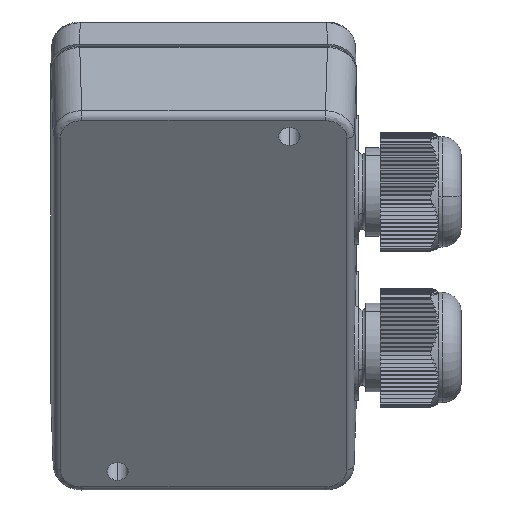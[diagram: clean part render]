
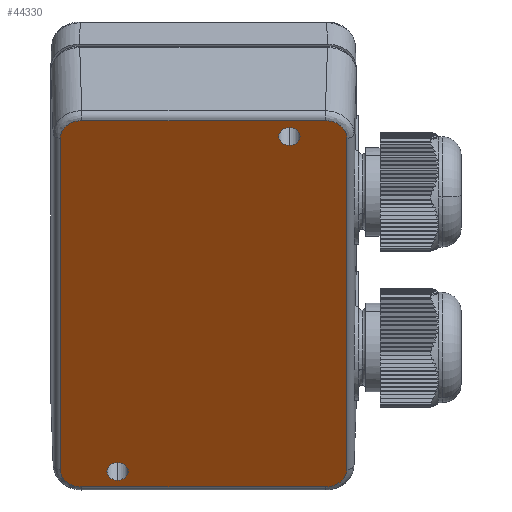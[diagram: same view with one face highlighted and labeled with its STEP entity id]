
A CAD part, isometric view. The second image highlights one B-rep face of the part: STEP entity #44330.
In plain terms, the highlighted face is planar.
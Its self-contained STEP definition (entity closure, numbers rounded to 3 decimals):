
#34310=CARTESIAN_POINT('',(685.783,338.618,
25.));
#34320=CARTESIAN_POINT('',(685.783,337.945,25.));
#34330=CARTESIAN_POINT('',(686.09,336.601,25.));
#34340=CARTESIAN_POINT('',(687.595,334.709,
25.));
#34350=CARTESIAN_POINT('',(689.272,334.119,
25.));
#34360=CARTESIAN_POINT('',(690.282,334.119,25.));
#34370=B_SPLINE_CURVE_WITH_KNOTS('',3,(#34310,#34320,#34330,#34340,
#34350,#34360),.UNSPECIFIED.,.F.,.F.,(4,1,1,4),(-0.785,
-0.337,0.112,0.785),.UNSPECIFIED.);
#34380=CARTESIAN_POINT('',(685.783,338.618,25.));
#34390=VERTEX_POINT('',#34380);
#34400=CARTESIAN_POINT('',(690.282,334.119,25.));
#34410=VERTEX_POINT('',#34400);
#34420=EDGE_CURVE('',#34390,#34410,#34370,.T.);
#34870=CARTESIAN_POINT('',(685.783,389.679,25.));
#34880=VERTEX_POINT('',#34870);
#34910=CARTESIAN_POINT('',(685.783,338.618,25.));
#34920=DIRECTION('',(0.,1.,0.));
#34930=VECTOR('',#34920,1.);
#34940=LINE('',#34910,#34930);
#34950=EDGE_CURVE('',#34390,#34880,#34940,.T.);
#42870=CARTESIAN_POINT('',(775.343,334.119,25.));
#42880=DIRECTION('',(-1.,0.,0.));
#42890=VECTOR('',#42880,1.);
#42900=LINE('',#42870,#42890);
#42910=CARTESIAN_POINT('',(775.343,334.119,
25.));
#42920=VERTEX_POINT('',#42910);
#42930=EDGE_CURVE('',#42920,#34410,#42900,.T.);
#43460=CARTESIAN_POINT('',(732.812,364.149,25.));
#43470=DIRECTION('',(0.,0.,1.));
#43480=DIRECTION('',(1.,0.,0.));
#43490=AXIS2_PLACEMENT_3D('',#43460,#43470,#43480);
#43500=PLANE('',#43490);
#43510=ORIENTED_EDGE('',*,*,#42930,.F.);
#43520=ORIENTED_EDGE('',*,*,#34420,.T.);
#43530=ORIENTED_EDGE('',*,*,#34950,.F.);
#43540=CARTESIAN_POINT('',(690.282,394.178,
25.));
#43550=CARTESIAN_POINT('',(689.272,394.178,25.));
#43560=CARTESIAN_POINT('',(687.595,393.588,
25.));
#43570=CARTESIAN_POINT('',(686.09,391.696,25.));
#43580=CARTESIAN_POINT('',(685.783,390.352,
25.));
#43590=CARTESIAN_POINT('',(685.783,389.679,
25.));
#43600=B_SPLINE_CURVE_WITH_KNOTS('',3,(#43540,#43550,#43560,#43570,
#43580,#43590),.UNSPECIFIED.,.F.,.F.,(4,1,1,4),(-0.785,
-0.112,0.337,0.785),.UNSPECIFIED.);
#43610=CARTESIAN_POINT('',(690.282,394.178,
25.));
#43620=VERTEX_POINT('',#43610);
#43630=EDGE_CURVE('',#43620,#34880,#43600,.T.);
#43640=ORIENTED_EDGE('',*,*,#43630,.T.);
#43650=CARTESIAN_POINT('',(690.282,394.178,25.));
#43660=DIRECTION('',(1.,0.,0.));
#43670=VECTOR('',#43660,1.);
#43680=LINE('',#43650,#43670);
#43690=CARTESIAN_POINT('',(775.343,394.178,
25.));
#43700=VERTEX_POINT('',#43690);
#43710=EDGE_CURVE('',#43620,#43700,#43680,.T.);
#43720=ORIENTED_EDGE('',*,*,#43710,.F.);
#43730=CARTESIAN_POINT('',(779.842,389.679,
25.));
#43740=CARTESIAN_POINT('',(779.842,390.689,25.));
#43750=CARTESIAN_POINT('',(779.252,392.365,25.));
#43760=CARTESIAN_POINT('',(777.36,393.87,25.));
#43770=CARTESIAN_POINT('',(776.016,394.178,
25.));
#43780=CARTESIAN_POINT('',(775.343,394.178,
25.));
#43790=B_SPLINE_CURVE_WITH_KNOTS('',3,(#43730,#43740,#43750,#43760,
#43770,#43780),.UNSPECIFIED.,.F.,.F.,(4,1,1,4),(-0.785,
-0.112,0.337,0.785),.UNSPECIFIED.);
#43800=CARTESIAN_POINT('',(779.842,389.679,
25.));
#43810=VERTEX_POINT('',#43800);
#43820=EDGE_CURVE('',#43810,#43700,#43790,.T.);
#43830=ORIENTED_EDGE('',*,*,#43820,.T.);
#43840=CARTESIAN_POINT('',(779.842,389.679,25.));
#43850=DIRECTION('',(0.,-1.,0.));
#43860=VECTOR('',#43850,1.);
#43870=LINE('',#43840,#43860);
#43880=CARTESIAN_POINT('',(779.842,338.618,25.));
#43890=VERTEX_POINT('',#43880);
#43900=EDGE_CURVE('',#43810,#43890,#43870,.T.);
#43910=ORIENTED_EDGE('',*,*,#43900,.F.);
#43920=CARTESIAN_POINT('',(775.343,334.119,
25.));
#43930=CARTESIAN_POINT('',(776.353,334.119,25.));
#43940=CARTESIAN_POINT('',(778.029,334.709,25.));
#43950=CARTESIAN_POINT('',(779.534,336.601,25.));
#43960=CARTESIAN_POINT('',(779.842,337.945,
25.));
#43970=CARTESIAN_POINT('',(779.842,338.618,25.));
#43980=B_SPLINE_CURVE_WITH_KNOTS('',3,(#43920,#43930,#43940,#43950,
#43960,#43970),.UNSPECIFIED.,.F.,.F.,(4,1,1,4),(-0.785,
-0.112,0.337,0.785),.UNSPECIFIED.);
#43990=EDGE_CURVE('',#42920,#43890,#43980,.T.);
#44000=ORIENTED_EDGE('',*,*,#43990,.T.);
#44010=EDGE_LOOP('',(#44000,#43910,#43830,#43720,#43640,#43530,#43520,
#43510));
#44020=FACE_OUTER_BOUND('',#44010,.T.);
#44030=CARTESIAN_POINT('',(775.788,346.173,
25.));
#44040=DIRECTION('',(0.,0.,-1.));
#44050=DIRECTION('',(1.,0.,0.));
#44060=AXIS2_PLACEMENT_3D('',#44030,#44040,#44050);
#44070=CIRCLE('',#44060,2.25);
#44080=CARTESIAN_POINT('',(778.038,346.173,25.));
#44090=VERTEX_POINT('',#44080);
#44100=CARTESIAN_POINT('',(773.538,346.173,
25.));
#44110=VERTEX_POINT('',#44100);
#44120=EDGE_CURVE('',#44090,#44110,#44070,.T.);
#44130=ORIENTED_EDGE('',*,*,#44120,.T.);
#44140=EDGE_CURVE('',#44110,#44090,#44070,.T.);
#44150=ORIENTED_EDGE('',*,*,#44140,.T.);
#44160=EDGE_LOOP('',(#44150,#44130));
#44170=FACE_BOUND('',#44160,.T.);
#44180=CARTESIAN_POINT('',(689.788,382.173,
25.));
#44190=DIRECTION('',(0.,0.,-1.));
#44200=DIRECTION('',(1.,0.,0.));
#44210=AXIS2_PLACEMENT_3D('',#44180,#44190,#44200);
#44220=CIRCLE('',#44210,2.25);
#44230=CARTESIAN_POINT('',(687.538,382.173,25.));
#44240=VERTEX_POINT('',#44230);
#44250=CARTESIAN_POINT('',(692.038,382.173,
25.));
#44260=VERTEX_POINT('',#44250);
#44270=EDGE_CURVE('',#44240,#44260,#44220,.T.);
#44280=ORIENTED_EDGE('',*,*,#44270,.T.);
#44290=EDGE_CURVE('',#44260,#44240,#44220,.T.);
#44300=ORIENTED_EDGE('',*,*,#44290,.T.);
#44310=EDGE_LOOP('',(#44300,#44280));
#44320=FACE_BOUND('',#44310,.T.);
#44330=ADVANCED_FACE('',(#44020,#44170,#44320),#43500,.T.);
